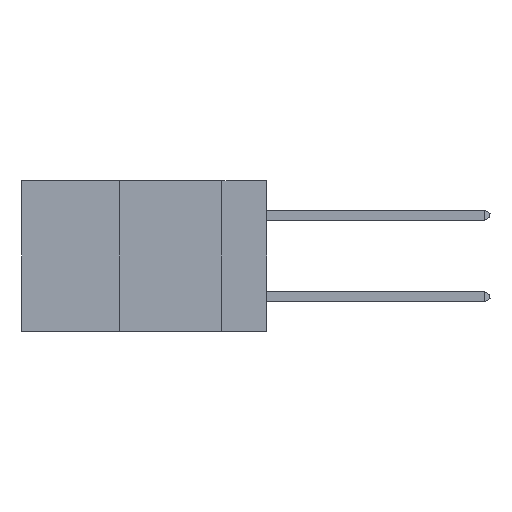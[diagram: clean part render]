
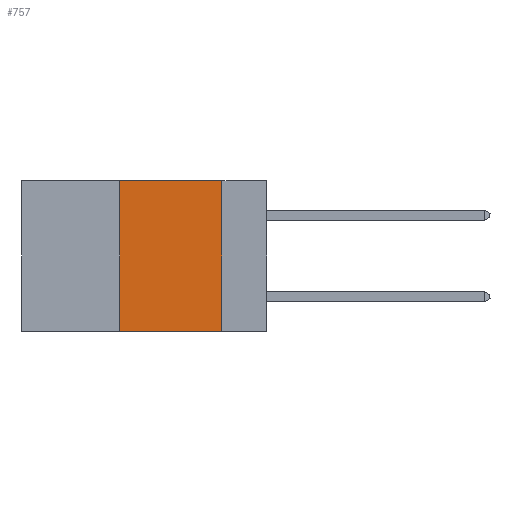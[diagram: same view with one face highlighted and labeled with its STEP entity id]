
A CAD part, left-side view. The second image highlights one B-rep face of the part: STEP entity #757.
In plain terms, the highlighted planar face has unit normal (-1, 0, 0).
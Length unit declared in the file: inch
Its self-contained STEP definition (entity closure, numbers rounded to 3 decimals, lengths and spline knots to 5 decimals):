
#15 = PLANE ( 'NONE',  #20576 ) ;
#757 = ADVANCED_FACE ( 'NONE', ( #24864 ), #15, .F. ) ;
#3894 = VERTEX_POINT ( 'NONE', #29860 ) ;
#4008 = CARTESIAN_POINT ( 'NONE',  ( 0., 0.6, -0.37 ) ) ;
#4713 = CARTESIAN_POINT ( 'NONE',  ( 0., 0.36, 0. ) ) ;
#4965 = DIRECTION ( 'NONE',  ( 0., -1., 0. ) ) ;
#5534 = DIRECTION ( 'NONE',  ( 0., 0., -1. ) ) ;
#6952 = ORIENTED_EDGE ( 'NONE', *, *, #24339, .T. ) ;
#8600 = ORIENTED_EDGE ( 'NONE', *, *, #28405, .F. ) ;
#10161 = DIRECTION ( 'NONE',  ( 0., 0., 1. ) ) ;
#10582 = ORIENTED_EDGE ( 'NONE', *, *, #29833, .F. ) ;
#11079 = VERTEX_POINT ( 'NONE', #20285 ) ;
#11608 = VECTOR ( 'NONE', #33928, 39.37008 ) ;
#12353 = CARTESIAN_POINT ( 'NONE',  ( 0., 0.36, 0. ) ) ;
#14750 = LINE ( 'NONE', #4713, #19004 ) ;
#15330 = VERTEX_POINT ( 'NONE', #25082 ) ;
#16956 = ORIENTED_EDGE ( 'NONE', *, *, #30533, .F. ) ;
#19004 = VECTOR ( 'NONE', #10161, 39.37008 ) ;
#20285 = CARTESIAN_POINT ( 'NONE',  ( 0., 0.11, 0. ) ) ;
#20576 = AXIS2_PLACEMENT_3D ( 'NONE', #30289, #21750, #5534 ) ;
#21186 = CARTESIAN_POINT ( 'NONE',  ( 0., 0.6, 0. ) ) ;
#21750 = DIRECTION ( 'NONE',  ( 1., 0., 0. ) ) ;
#23978 = LINE ( 'NONE', #26531, #28190 ) ;
#24339 = EDGE_CURVE ( 'NONE', #15330, #3894, #31420, .T. ) ;
#24864 = FACE_OUTER_BOUND ( 'NONE', #34731, .T. ) ;
#25082 = CARTESIAN_POINT ( 'NONE',  ( 0., 0.36, -0.37 ) ) ;
#26531 = CARTESIAN_POINT ( 'NONE',  ( 0., 0.11, 0. ) ) ;
#26902 = VERTEX_POINT ( 'NONE', #12353 ) ;
#28190 = VECTOR ( 'NONE', #29445, 39.37008 ) ;
#28405 = EDGE_CURVE ( 'NONE', #26902, #11079, #34680, .T. ) ;
#29445 = DIRECTION ( 'NONE',  ( 0., 0., -1. ) ) ;
#29833 = EDGE_CURVE ( 'NONE', #15330, #26902, #14750, .T. ) ;
#29860 = CARTESIAN_POINT ( 'NONE',  ( 0., 0.11, -0.37 ) ) ;
#30289 = CARTESIAN_POINT ( 'NONE',  ( 0., 0.6, 0. ) ) ;
#30533 = EDGE_CURVE ( 'NONE', #11079, #3894, #23978, .T. ) ;
#31420 = LINE ( 'NONE', #4008, #11608 ) ;
#32123 = VECTOR ( 'NONE', #4965, 39.37008 ) ;
#33928 = DIRECTION ( 'NONE',  ( 0., -1., 0. ) ) ;
#34680 = LINE ( 'NONE', #21186, #32123 ) ;
#34731 = EDGE_LOOP ( 'NONE', ( #16956, #8600, #10582, #6952 ) ) ;
